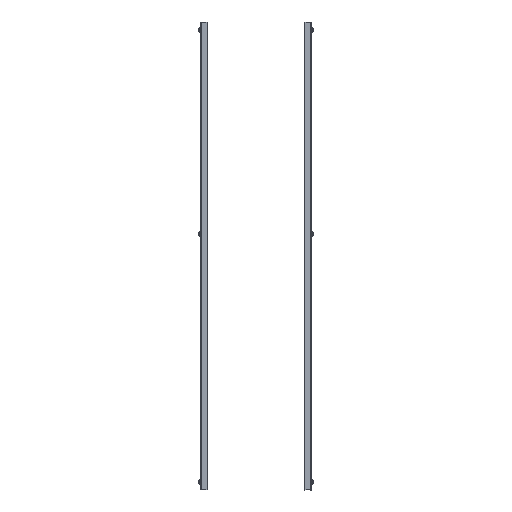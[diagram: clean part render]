
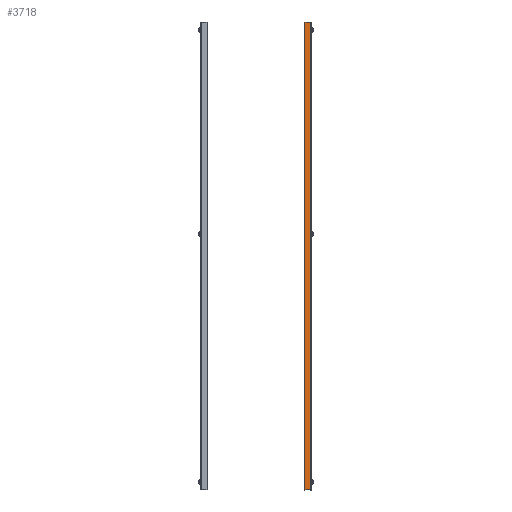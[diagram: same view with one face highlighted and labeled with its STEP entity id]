
A CAD part, top view. The second image highlights one B-rep face of the part: STEP entity #3718.
In plain terms, the highlighted face is planar.
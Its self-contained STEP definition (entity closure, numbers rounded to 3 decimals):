
#643 = LINE ( 'NONE', #13474, #10862 ) ;
#749 = CARTESIAN_POINT ( 'NONE',  ( 11.5, 939.1, -3. ) ) ;
#917 = CARTESIAN_POINT ( 'NONE',  ( 11.5, -939.1, -25.5 ) ) ;
#1366 = VERTEX_POINT ( 'NONE', #917 ) ;
#1394 = EDGE_CURVE ( 'NONE', #1366, #13452, #12477, .T. ) ;
#1579 = ORIENTED_EDGE ( 'NONE', *, *, #7121, .F. ) ;
#2228 = ORIENTED_EDGE ( 'NONE', *, *, #3468, .F. ) ;
#3438 = EDGE_LOOP ( 'NONE', ( #2228, #8917, #1579, #8175 ) ) ;
#3468 = EDGE_CURVE ( 'NONE', #1366, #8310, #643, .T. ) ;
#3718 = ADVANCED_FACE ( 'NONE', ( #5425 ), #17941, .T. ) ;
#4480 = DIRECTION ( 'NONE',  ( 0., 1., 0. ) ) ;
#4489 = DIRECTION ( 'NONE',  ( 0., 0., -1. ) ) ;
#5327 = CARTESIAN_POINT ( 'NONE',  ( 11.5, 0., 0. ) ) ;
#5425 = FACE_OUTER_BOUND ( 'NONE', #3438, .T. ) ;
#6110 = LINE ( 'NONE', #17243, #15086 ) ;
#6580 = CARTESIAN_POINT ( 'NONE',  ( 11.5, 939.1, -25.5 ) ) ;
#7121 = EDGE_CURVE ( 'NONE', #19896, #13452, #7636, .T. ) ;
#7325 = CARTESIAN_POINT ( 'NONE',  ( 11.5, -939.1, -25.5 ) ) ;
#7636 = LINE ( 'NONE', #12598, #10222 ) ;
#8175 = ORIENTED_EDGE ( 'NONE', *, *, #19923, .T. ) ;
#8310 = VERTEX_POINT ( 'NONE', #13882 ) ;
#8456 = DIRECTION ( 'NONE',  ( 1., 0., 0. ) ) ;
#8715 = DIRECTION ( 'NONE',  ( 0., 0., 1. ) ) ;
#8917 = ORIENTED_EDGE ( 'NONE', *, *, #1394, .T. ) ;
#10206 = AXIS2_PLACEMENT_3D ( 'NONE', #5327, #8456, #11634 ) ;
#10222 = VECTOR ( 'NONE', #4489, 1000. ) ;
#10862 = VECTOR ( 'NONE', #8715, 1000. ) ;
#11634 = DIRECTION ( 'NONE',  ( 0., 0., -1. ) ) ;
#12477 = LINE ( 'NONE', #7325, #15262 ) ;
#12598 = CARTESIAN_POINT ( 'NONE',  ( 11.5, 939.1, -28.5 ) ) ;
#13452 = VERTEX_POINT ( 'NONE', #6580 ) ;
#13474 = CARTESIAN_POINT ( 'NONE',  ( 11.5, -939.1, -1.5 ) ) ;
#13882 = CARTESIAN_POINT ( 'NONE',  ( 11.5, -939.1, -3. ) ) ;
#15086 = VECTOR ( 'NONE', #20515, 1000. ) ;
#15262 = VECTOR ( 'NONE', #4480, 1000. ) ;
#17243 = CARTESIAN_POINT ( 'NONE',  ( 11.5, 0., -3. ) ) ;
#17941 = PLANE ( 'NONE',  #10206 ) ;
#19896 = VERTEX_POINT ( 'NONE', #749 ) ;
#19923 = EDGE_CURVE ( 'NONE', #19896, #8310, #6110, .T. ) ;
#20515 = DIRECTION ( 'NONE',  ( 0., -1., 0. ) ) ;
